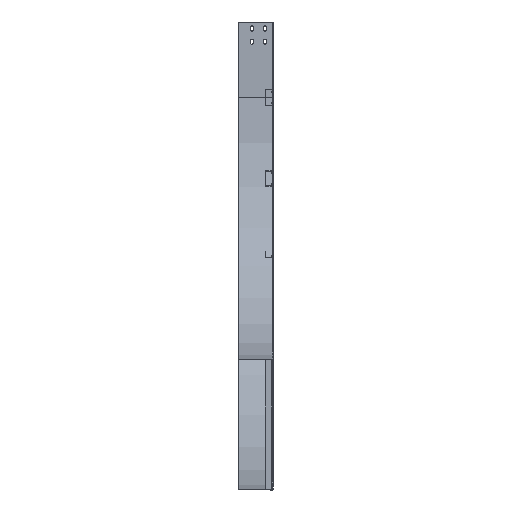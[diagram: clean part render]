
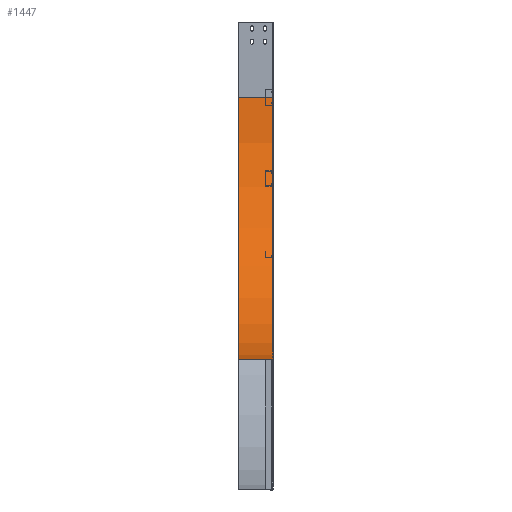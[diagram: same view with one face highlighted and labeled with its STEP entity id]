
A CAD part, left-side view. The second image highlights one B-rep face of the part: STEP entity #1447.
In plain terms, the highlighted cylindrical face has radius 600 mm (diameter 1200 mm), a partial arc.
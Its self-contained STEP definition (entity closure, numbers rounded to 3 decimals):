
#747 = VERTEX_POINT ( 'NONE', #3105 ) ;
#750 = VERTEX_POINT ( 'NONE', #3108 ) ;
#753 = VERTEX_POINT ( 'NONE', #3111 ) ;
#754 = VERTEX_POINT ( 'NONE', #3112 ) ;
#1447 = ADVANCED_FACE ( 'NONE', ( #5883 ), #5887, .F. ) ;
#3105 = CARTESIAN_POINT ( 'NONE',  ( 0., 37.07, -173. ) ) ;
#3108 = CARTESIAN_POINT ( 'NONE',  ( 0., -41.13, -173. ) ) ;
#3111 = CARTESIAN_POINT ( 'NONE',  ( -600., 37.07, -773. ) ) ;
#3112 = CARTESIAN_POINT ( 'NONE',  ( -600., -41.13, -773. ) ) ;
#3863 = ORIENTED_EDGE ( 'NONE', *, *, #8007, .F. ) ;
#3864 = ORIENTED_EDGE ( 'NONE', *, *, #8008, .T. ) ;
#3865 = ORIENTED_EDGE ( 'NONE', *, *, #8009, .T. ) ;
#3866 = ORIENTED_EDGE ( 'NONE', *, *, #8010, .F. ) ;
#4676 = LINE ( 'NONE', #5066, #4684 ) ;
#4679 = LINE ( 'NONE', #5055, #4681 ) ;
#4680 = CIRCLE ( 'NONE', #4964, 600. ) ;
#4681 = VECTOR ( 'NONE', #5054, 1000. ) ;
#4683 = CIRCLE ( 'NONE', #4965, 600. ) ;
#4684 = VECTOR ( 'NONE', #5060, 1000. ) ;
#4964 = AXIS2_PLACEMENT_3D ( 'NONE', #5067, #5068, #5069 ) ;
#4965 = AXIS2_PLACEMENT_3D ( 'NONE', #5071, #5072, #5073 ) ;
#5054 = DIRECTION ( 'NONE',  ( 0., -1., 0. ) ) ;
#5055 = CARTESIAN_POINT ( 'NONE',  ( 0., -41.13, -173. ) ) ;
#5060 = DIRECTION ( 'NONE',  ( 0., -1., 0. ) ) ;
#5066 = CARTESIAN_POINT ( 'NONE',  ( -600., -41.13, -773. ) ) ;
#5067 = CARTESIAN_POINT ( 'NONE',  ( -600., 37.07, -173. ) ) ;
#5068 = DIRECTION ( 'NONE',  ( 0., 1., 0. ) ) ;
#5069 = DIRECTION ( 'NONE',  ( 0., 0., 1. ) ) ;
#5071 = CARTESIAN_POINT ( 'NONE',  ( -600., -41.13, -173. ) ) ;
#5072 = DIRECTION ( 'NONE',  ( 0., 1., 0. ) ) ;
#5073 = DIRECTION ( 'NONE',  ( 0., 0., 1. ) ) ;
#5883 = FACE_OUTER_BOUND ( 'NONE', #8194, .T. ) ;
#5887 = CYLINDRICAL_SURFACE ( 'NONE', #7059, 600. ) ;
#6430 = DIRECTION ( 'NONE',  ( 0., 0., 1. ) ) ;
#6435 = DIRECTION ( 'NONE',  ( 0., 1., 0. ) ) ;
#6437 = CARTESIAN_POINT ( 'NONE',  ( -600., 0., -173. ) ) ;
#7059 = AXIS2_PLACEMENT_3D ( 'NONE', #6437, #6435, #6430 ) ;
#8007 = EDGE_CURVE ( 'NONE', #747, #750, #4679, .T. ) ;
#8008 = EDGE_CURVE ( 'NONE', #747, #753, #4680, .T. ) ;
#8009 = EDGE_CURVE ( 'NONE', #753, #754, #4676, .T. ) ;
#8010 = EDGE_CURVE ( 'NONE', #750, #754, #4683, .T. ) ;
#8194 = EDGE_LOOP ( 'NONE', ( #3863, #3864, #3865, #3866 ) ) ;
